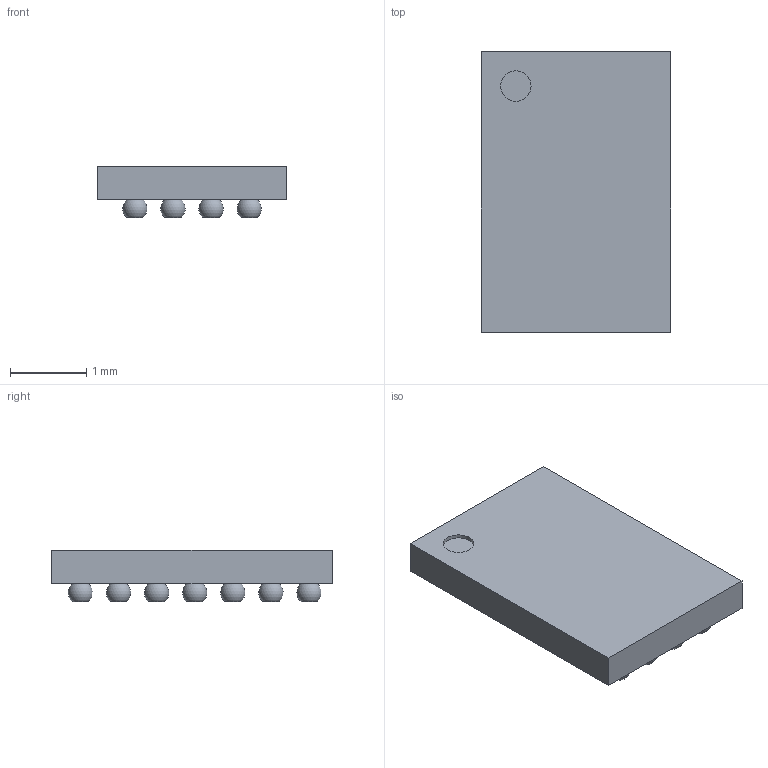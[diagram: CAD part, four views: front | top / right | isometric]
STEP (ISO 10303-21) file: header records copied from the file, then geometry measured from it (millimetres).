
FILE_DESCRIPTION(/* description */ (''),/* implementation_level */ '2;1');
FILE_NAME(/* name */ 'BGA28C50P4X7_248X368X68.stp',/* time_stamp */ '2016-03-08T13:13:48+01:00',/* author */ ('riccim'),/* organization */ (''),/* preprocessor_version */ 'ST-DEVELOPER v15.5',/* originating_system */ 'AutoCAD Mechanical',/* authorisation */ ' ');
FILE_SCHEMA (('AUTOMOTIVE_DESIGN { 1 0 10303 214 3 1 1 }'));
Length unit declared in the file: millimetre
Products named in the file (1): Product
Bounding box: 2.48 x 3.68 x 0.68 mm (x, y, z)
Volume: 4.4 mm3; surface area: 32.5 mm2
Topology: 29 solids, 29 shells, 92 faces, 127 edges, 94 vertices
Faces by surface type: plane 63, sphere 28, cylinder 1
Full cylindrical faces by diameter (mm): 0.4 x1
Entity records: 1607 total; most frequent: DIRECTION 314, CARTESIAN_POINT 229, AXIS2_PLACEMENT_3D 151, ORIENTED_EDGE 140, EDGE_LOOP 122, FACE_OUTER_BOUND 92, ADVANCED_FACE 92, EDGE_CURVE 70
